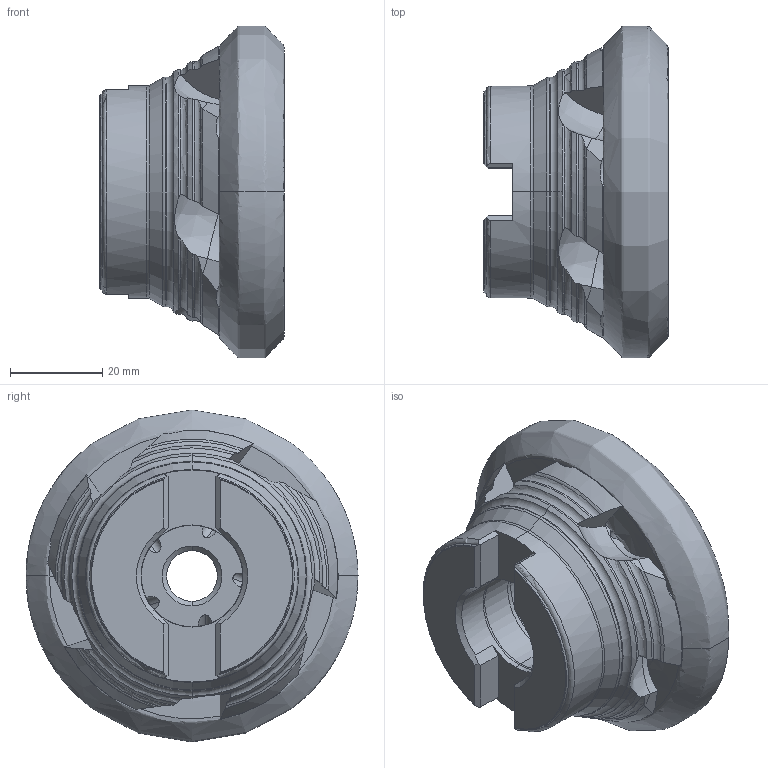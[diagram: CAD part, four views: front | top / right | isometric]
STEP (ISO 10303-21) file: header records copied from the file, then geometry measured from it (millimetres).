
FILE_DESCRIPTION (( 'STEP AP214' ), '1' );
FILE_NAME ('45PP-063-525-5.STEP', '2016-06-17T09:43:53', ( '' ), ( '' ), 'SwSTEP 2.0', 'SolidWorks 2016', '' );
FILE_SCHEMA (( 'AUTOMOTIVE_DESIGN' ));
Length unit declared in the file: millimetre
Products named in the file (1): 45PP-063-525-5
Bounding box: 39.99 x 72.01 x 72 mm (x, y, z)
Volume: 83282.7 mm3; surface area: 17146.8 mm2
Topology: 1 solids, 1 shells, 168 faces, 478 edges, 308 vertices
Faces by surface type: torus 42, cylinder 42, plane 38, cone 26, bspline 20
Entity records: 8040 total; most frequent: CARTESIAN_POINT 3958, ORIENTED_EDGE 956, DIRECTION 679, EDGE_CURVE 478, VERTEX_POINT 308, AXIS2_PLACEMENT_3D 288, B_SPLINE_CURVE_WITH_KNOTS 207, EDGE_LOOP 176
